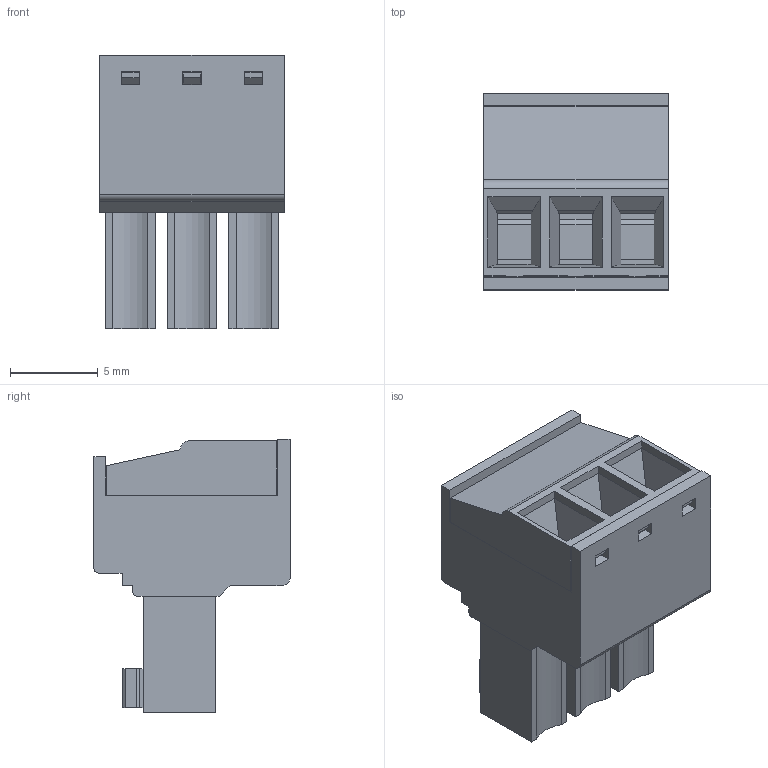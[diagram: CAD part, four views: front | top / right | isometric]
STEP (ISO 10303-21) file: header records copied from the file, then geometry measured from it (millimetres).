
FILE_DESCRIPTION (( 'STEP AP214' ), '1' );
FILE_NAME ('15EDGK-3.5-03P-14-00AH.STEP', '2017-04-27T22:43:58', ( 'SIG' ), ( '' ), 'SwSTEP 2.0', 'SolidWorks 2014', '' );
FILE_SCHEMA (( 'AUTOMOTIVE_DESIGN' ));
Length unit declared in the file: millimetre
Products named in the file (17): 15EDGK-3.5_klamper; 15EDGK-3.5-03P-14-00AH; 15EDGK-3.5_spring; 15EDGK-3.5_screw; 15EDGK-3.5_top-cap; 15EDGK-3.5
Assembly tree (11 placements, depth 2):
  15EDGK-3.5_klamper
  15EDGK-3.5-03P-14-00AH
    15EDGK-3.5_klamper  x3
    15EDGK-3.5_screw  x3
    15EDGK-3.5_spring  x3
    15EDGK-3.5
    15EDGK-3.5_top-cap
  15EDGK-3.5_klamper
  15EDGK-3.5_screw
  15EDGK-3.5
Bounding box: 10.5 x 11.15 x 15.56 mm (x, y, z)
Volume: 729.8 mm3; surface area: 2694.7 mm2
Topology: 11 solids, 11 shells, 544 faces, 1509 edges, 996 vertices
Faces by surface type: plane 411, cylinder 94, bspline 18, cone 12, torus 9
Entity records: 14424 total; most frequent: CARTESIAN_POINT 2993, ORIENTED_EDGE 2266, DIRECTION 2003, EDGE_CURVE 1133, LINE 927, VECTOR 927, VERTEX_POINT 748, AXIS2_PLACEMENT_3D 538
